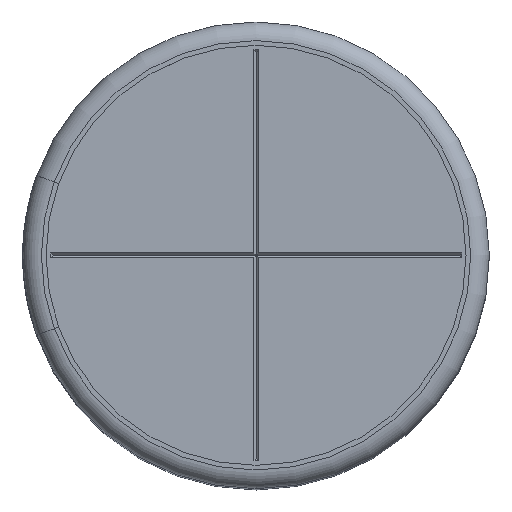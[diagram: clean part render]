
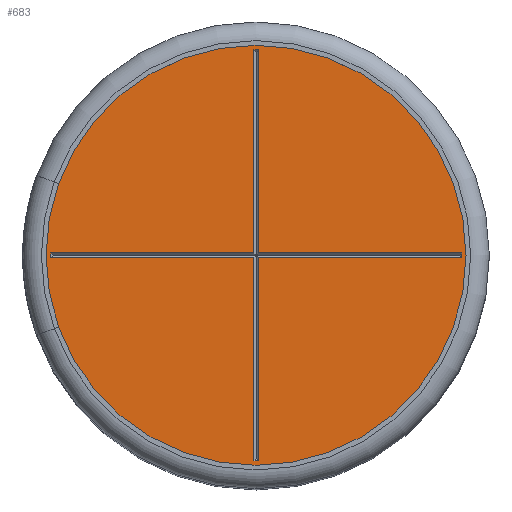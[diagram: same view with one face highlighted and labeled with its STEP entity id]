
A CAD part, top view. The second image highlights one B-rep face of the part: STEP entity #683.
In plain terms, the highlighted planar face has unit normal (0, 0, 1).
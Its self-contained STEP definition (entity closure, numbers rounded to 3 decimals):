
#683=ADVANCED_FACE('',(#1480,#1482),#1484,.T.);
#1480=FACE_BOUND('',#1481,.T.);
#1481=EDGE_LOOP('',(#2131));
#1482=FACE_BOUND('',#1483,.T.);
#1483=EDGE_LOOP('',(#2132,#2133,#2134,#2135,#2136,#2137,#2138,#2139,#2140,#2141,
#2142,#2143));
#1484=PLANE('',#1485);
#1485=AXIS2_PLACEMENT_3D('',#1486,#1487,#1488);
#1486=CARTESIAN_POINT('',(0.,0.,16.9));
#1487=DIRECTION('',(0.,0.,1.));
#1488=DIRECTION('',(1.,0.,0.));
#2131=ORIENTED_EDGE('',*,*,#2469,.T.);
#2132=ORIENTED_EDGE('',*,*,#2497,.T.);
#2133=ORIENTED_EDGE('',*,*,#2498,.T.);
#2134=ORIENTED_EDGE('',*,*,#2499,.T.);
#2135=ORIENTED_EDGE('',*,*,#2500,.T.);
#2136=ORIENTED_EDGE('',*,*,#2501,.T.);
#2137=ORIENTED_EDGE('',*,*,#2502,.T.);
#2138=ORIENTED_EDGE('',*,*,#2503,.T.);
#2139=ORIENTED_EDGE('',*,*,#2504,.T.);
#2140=ORIENTED_EDGE('',*,*,#2505,.T.);
#2141=ORIENTED_EDGE('',*,*,#2506,.T.);
#2142=ORIENTED_EDGE('',*,*,#2507,.T.);
#2143=ORIENTED_EDGE('',*,*,#2508,.T.);
#2469=EDGE_CURVE('',#2884,#2884,#2885,.T.);
#2497=EDGE_CURVE('',#2926,#2927,#2928,.F.);
#2498=EDGE_CURVE('',#2927,#2929,#2930,.F.);
#2499=EDGE_CURVE('',#2929,#2931,#2932,.F.);
#2500=EDGE_CURVE('',#2931,#2933,#2934,.F.);
#2501=EDGE_CURVE('',#2933,#2935,#2936,.F.);
#2502=EDGE_CURVE('',#2935,#2937,#2938,.F.);
#2503=EDGE_CURVE('',#2937,#2939,#2940,.F.);
#2504=EDGE_CURVE('',#2939,#2941,#2942,.F.);
#2505=EDGE_CURVE('',#2941,#2943,#2944,.F.);
#2506=EDGE_CURVE('',#2943,#2945,#2946,.F.);
#2507=EDGE_CURVE('',#2945,#2947,#2948,.F.);
#2508=EDGE_CURVE('',#2947,#2926,#2949,.F.);
#2884=VERTEX_POINT('',#4204);
#2885=CIRCLE('',#4205,4.5);
#2926=VERTEX_POINT('',#4381);
#2927=VERTEX_POINT('',#4382);
#2928=LINE('',#4383,#4384);
#2929=VERTEX_POINT('',#4386);
#2930=LINE('',#4387,#4388);
#2931=VERTEX_POINT('',#4390);
#2932=LINE('',#4391,#4392);
#2933=VERTEX_POINT('',#4394);
#2934=LINE('',#4395,#4396);
#2935=VERTEX_POINT('',#4398);
#2936=LINE('',#4399,#4400);
#2937=VERTEX_POINT('',#4402);
#2938=LINE('',#4403,#4404);
#2939=VERTEX_POINT('',#4406);
#2940=LINE('',#4407,#4408);
#2941=VERTEX_POINT('',#4410);
#2942=LINE('',#4411,#4412);
#2943=VERTEX_POINT('',#4414);
#2944=LINE('',#4415,#4416);
#2945=VERTEX_POINT('',#4418);
#2946=LINE('',#4419,#4420);
#2947=VERTEX_POINT('',#4422);
#2948=LINE('',#4423,#4424);
#2949=LINE('',#4426,#4427);
#4204=CARTESIAN_POINT('',(4.5,0.,16.9));
#4205=AXIS2_PLACEMENT_3D('',#4206,#4207,#4208);
#4206=CARTESIAN_POINT('',(0.,0.,16.9));
#4207=DIRECTION('',(0.,0.,1.));
#4208=DIRECTION('',(1.,0.,0.));
#4381=CARTESIAN_POINT('',(-0.046,-0.05,16.9));
#4382=CARTESIAN_POINT('',(-4.396,-0.05,16.9));
#4383=CARTESIAN_POINT('',(-4.396,-0.05,16.9));
#4384=VECTOR('',#4385,1.);
#4385=DIRECTION('',(1.,0.,0.));
#4386=CARTESIAN_POINT('',(-4.396,0.05,16.9));
#4387=CARTESIAN_POINT('',(-4.396,0.05,16.9));
#4388=VECTOR('',#4389,1.);
#4389=DIRECTION('',(0.,-1.,0.));
#4390=CARTESIAN_POINT('',(-0.046,0.05,16.9));
#4391=CARTESIAN_POINT('',(-0.046,0.05,16.9));
#4392=VECTOR('',#4393,1.);
#4393=DIRECTION('',(-1.,0.,0.));
#4394=CARTESIAN_POINT('',(-0.046,4.4,16.9));
#4395=CARTESIAN_POINT('',(-0.046,4.4,16.9));
#4396=VECTOR('',#4397,1.);
#4397=DIRECTION('',(0.,-1.,0.));
#4398=CARTESIAN_POINT('',(0.054,4.4,16.9));
#4399=CARTESIAN_POINT('',(0.054,4.4,16.9));
#4400=VECTOR('',#4401,1.);
#4401=DIRECTION('',(-1.,0.,0.));
#4402=CARTESIAN_POINT('',(0.054,0.05,16.9));
#4403=CARTESIAN_POINT('',(0.054,0.05,16.9));
#4404=VECTOR('',#4405,1.);
#4405=DIRECTION('',(0.,1.,0.));
#4406=CARTESIAN_POINT('',(4.404,0.05,16.9));
#4407=CARTESIAN_POINT('',(4.404,0.05,16.9));
#4408=VECTOR('',#4409,1.);
#4409=DIRECTION('',(-1.,0.,0.));
#4410=CARTESIAN_POINT('',(4.404,-0.05,16.9));
#4411=CARTESIAN_POINT('',(4.404,-0.05,16.9));
#4412=VECTOR('',#4413,1.);
#4413=DIRECTION('',(0.,1.,0.));
#4414=CARTESIAN_POINT('',(0.054,-0.05,16.9));
#4415=CARTESIAN_POINT('',(0.054,-0.05,16.9));
#4416=VECTOR('',#4417,1.);
#4417=DIRECTION('',(1.,0.,0.));
#4418=CARTESIAN_POINT('',(0.054,-4.4,16.9));
#4419=CARTESIAN_POINT('',(0.054,-4.4,16.9));
#4420=VECTOR('',#4421,1.);
#4421=DIRECTION('',(0.,1.,0.));
#4422=CARTESIAN_POINT('',(-0.046,-4.4,16.9));
#4423=CARTESIAN_POINT('',(-0.046,-4.4,16.9));
#4424=VECTOR('',#4425,1.);
#4425=DIRECTION('',(1.,0.,0.));
#4426=CARTESIAN_POINT('',(-0.046,-0.05,16.9));
#4427=VECTOR('',#4428,1.);
#4428=DIRECTION('',(0.,-1.,0.));
